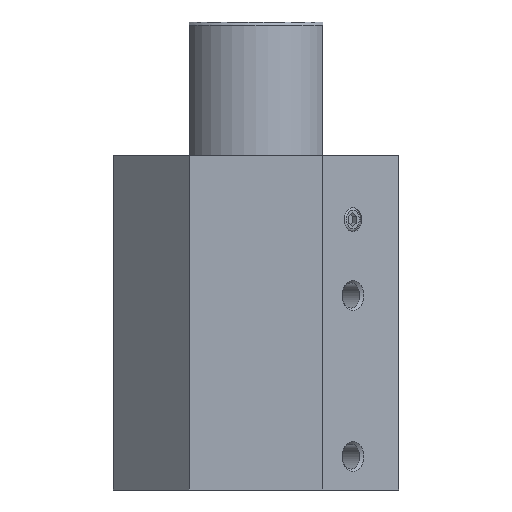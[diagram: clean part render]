
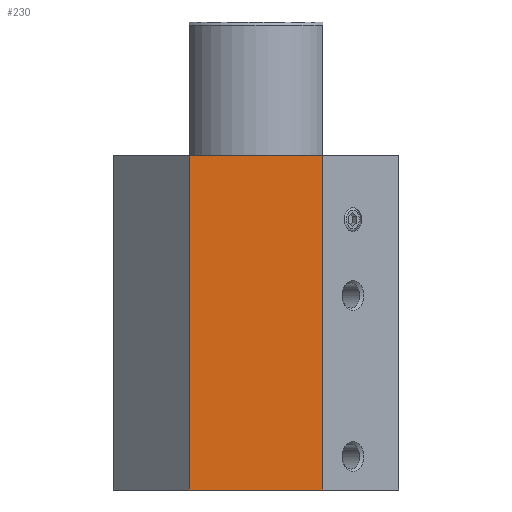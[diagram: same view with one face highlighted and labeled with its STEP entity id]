
A CAD part, front view. The second image highlights one B-rep face of the part: STEP entity #230.
In plain terms, the highlighted face is planar.
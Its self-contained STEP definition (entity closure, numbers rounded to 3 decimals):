
#230 = ADVANCED_FACE( '', ( #393 ), #394, .T. );
#393 = FACE_OUTER_BOUND( '', #572, .T. );
#394 = PLANE( '', #573 );
#572 = EDGE_LOOP( '', ( #1031, #1032, #1033, #1034 ) );
#573 = AXIS2_PLACEMENT_3D( '', #1035, #1036, #1037 );
#1031 = ORIENTED_EDGE( '', *, *, #1248, .F. );
#1032 = ORIENTED_EDGE( '', *, *, #1249, .F. );
#1033 = ORIENTED_EDGE( '', *, *, #1183, .T. );
#1034 = ORIENTED_EDGE( '', *, *, #1247, .T. );
#1035 = CARTESIAN_POINT( '', ( -18., -2.444, -55. ) );
#1036 = DIRECTION( '', ( -0.707, -0.707, 0. ) );
#1037 = DIRECTION( '', ( 0.707, -0.707, 0. ) );
#1183 = EDGE_CURVE( '', #1395, #1393, #1396, .T. );
#1247 = EDGE_CURVE( '', #1393, #1490, #1492, .T. );
#1248 = EDGE_CURVE( '', #1493, #1490, #1494, .T. );
#1249 = EDGE_CURVE( '', #1395, #1493, #1495, .T. );
#1393 = VERTEX_POINT( '', #1691 );
#1395 = VERTEX_POINT( '', #1694 );
#1396 = LINE( '', #1695, #1696 );
#1490 = VERTEX_POINT( '', #1846 );
#1492 = LINE( '', #1849, #1850 );
#1493 = VERTEX_POINT( '', #1851 );
#1494 = LINE( '', #1852, #1853 );
#1495 = LINE( '', #1854, #1855 );
#1691 = CARTESIAN_POINT( '', ( -2.444, -18., -55. ) );
#1694 = CARTESIAN_POINT( '', ( -18., -2.444, -55. ) );
#1695 = CARTESIAN_POINT( '', ( -18., -2.444, -55. ) );
#1696 = VECTOR( '', #2003, 1000. );
#1846 = CARTESIAN_POINT( '', ( -2.444, -18., 0. ) );
#1849 = CARTESIAN_POINT( '', ( -2.444, -18., -55. ) );
#1850 = VECTOR( '', #2079, 1000. );
#1851 = CARTESIAN_POINT( '', ( -18., -2.444, 0. ) );
#1852 = CARTESIAN_POINT( '', ( -18., -2.444, 0. ) );
#1853 = VECTOR( '', #2080, 1000. );
#1854 = CARTESIAN_POINT( '', ( -18., -2.444, -55. ) );
#1855 = VECTOR( '', #2081, 1000. );
#2003 = DIRECTION( '', ( 0.707, -0.707, 0. ) );
#2079 = DIRECTION( '', ( 0., 0., 1. ) );
#2080 = DIRECTION( '', ( 0.707, -0.707, 0. ) );
#2081 = DIRECTION( '', ( 0., 0., 1. ) );
